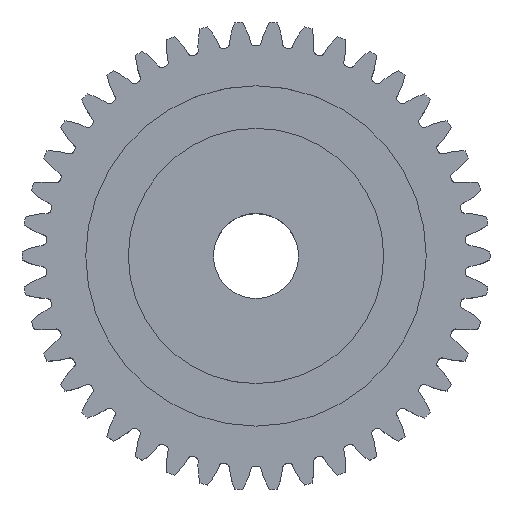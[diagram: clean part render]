
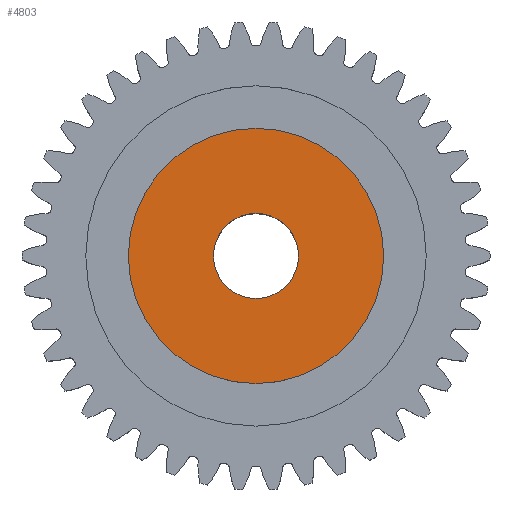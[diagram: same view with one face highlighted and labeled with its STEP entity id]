
A CAD part, top view. The second image highlights one B-rep face of the part: STEP entity #4803.
In plain terms, the highlighted planar face has unit normal (0, 0, 1).
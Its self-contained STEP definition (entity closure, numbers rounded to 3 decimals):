
#3636 = VERTEX_POINT ( 'NONE', #7411 ) ;
#3654 = VERTEX_POINT ( 'NONE', #7651 ) ;
#3657 = EDGE_CURVE ( 'NONE', #3636, #3654, #7648, .T. ) ;
#3694 = VERTEX_POINT ( 'NONE', #7518 ) ;
#3710 = EDGE_CURVE ( 'NONE', #3694, #3713, #7575, .T. ) ;
#3713 = VERTEX_POINT ( 'NONE', #7572 ) ;
#4782 = EDGE_CURVE ( 'NONE', #3713, #3694, #9912, .T. ) ;
#4783 = EDGE_LOOP ( 'NONE', ( #4785, #4784 ) ) ;
#4784 = ORIENTED_EDGE ( 'NONE', *, *, #3710, .T. ) ;
#4785 = ORIENTED_EDGE ( 'NONE', *, *, #4782, .T. ) ;
#4801 = ORIENTED_EDGE ( 'NONE', *, *, #4802, .F. ) ;
#4802 = EDGE_CURVE ( 'NONE', #3654, #3636, #9932, .T. ) ;
#4803 = ADVANCED_FACE ( 'NONE', ( #9897, #9943 ), #9935, .T. ) ;
#4804 = ORIENTED_EDGE ( 'NONE', *, *, #3657, .F. ) ;
#4890 = EDGE_LOOP ( 'NONE', ( #4801, #4804 ) ) ;
#7411 = CARTESIAN_POINT ( 'NONE',  ( -2., 0., 3. ) ) ;
#7518 = CARTESIAN_POINT ( 'NONE',  ( 6., 0., 3. ) ) ;
#7568 = DIRECTION ( 'NONE',  ( 1., 0., 0. ) ) ;
#7569 = DIRECTION ( 'NONE',  ( 0., 0., 1. ) ) ;
#7570 = CARTESIAN_POINT ( 'NONE',  ( 0., 0., 3. ) ) ;
#7572 = CARTESIAN_POINT ( 'NONE',  ( -6., 0., 3. ) ) ;
#7575 = CIRCLE ( 'NONE', #7582, 6. ) ;
#7582 = AXIS2_PLACEMENT_3D ( 'NONE', #7570, #7569, #7568 ) ;
#7638 = DIRECTION ( 'NONE',  ( 1., 0., 0. ) ) ;
#7639 = DIRECTION ( 'NONE',  ( 0., 0., 1. ) ) ;
#7640 = AXIS2_PLACEMENT_3D ( 'NONE', #7652, #7639, #7638 ) ;
#7648 = CIRCLE ( 'NONE', #7640, 2. ) ;
#7651 = CARTESIAN_POINT ( 'NONE',  ( 2., 0., 3. ) ) ;
#7652 = CARTESIAN_POINT ( 'NONE',  ( 0., 0., 3. ) ) ;
#9897 = FACE_BOUND ( 'NONE', #4890, .T. ) ;
#9912 = CIRCLE ( 'NONE', #9913, 6. ) ;
#9913 = AXIS2_PLACEMENT_3D ( 'NONE', #9952, #9951, #9950 ) ;
#9926 = DIRECTION ( 'NONE',  ( 1., 0., 0. ) ) ;
#9927 = DIRECTION ( 'NONE',  ( 0., 0., 1. ) ) ;
#9928 = AXIS2_PLACEMENT_3D ( 'NONE', #9942, #9927, #9926 ) ;
#9929 = DIRECTION ( 'NONE',  ( 0., 0., 1. ) ) ;
#9930 = CARTESIAN_POINT ( 'NONE',  ( 0., 0., 3. ) ) ;
#9932 = CIRCLE ( 'NONE', #9928, 2. ) ;
#9934 = AXIS2_PLACEMENT_3D ( 'NONE', #9930, #9929, #9983 ) ;
#9935 = PLANE ( 'NONE',  #9934 ) ;
#9942 = CARTESIAN_POINT ( 'NONE',  ( 0., 0., 3. ) ) ;
#9943 = FACE_OUTER_BOUND ( 'NONE', #4783, .T. ) ;
#9950 = DIRECTION ( 'NONE',  ( 1., 0., 0. ) ) ;
#9951 = DIRECTION ( 'NONE',  ( 0., 0., 1. ) ) ;
#9952 = CARTESIAN_POINT ( 'NONE',  ( 0., 0., 3. ) ) ;
#9983 = DIRECTION ( 'NONE',  ( 1., 0., 0. ) ) ;
